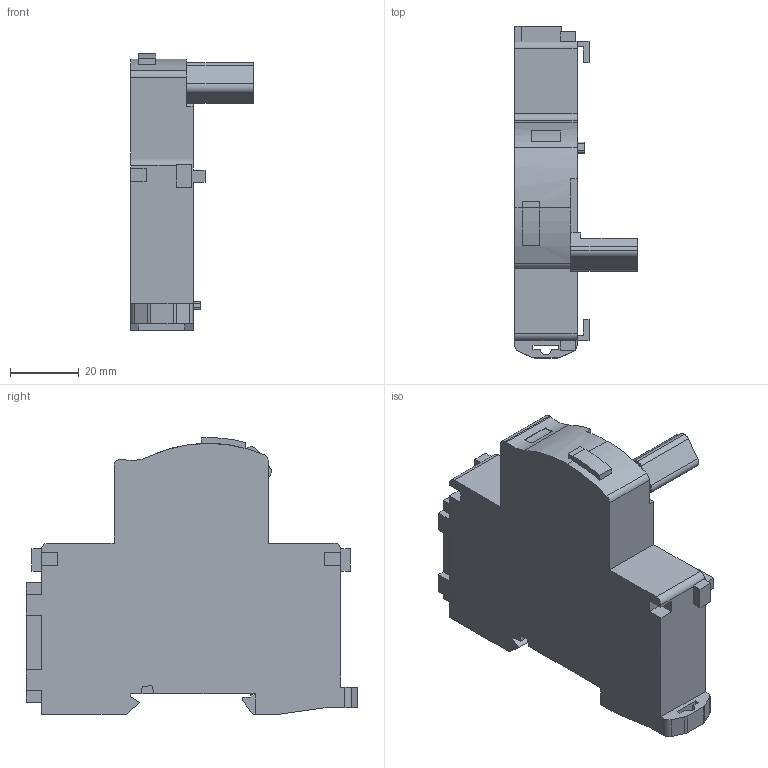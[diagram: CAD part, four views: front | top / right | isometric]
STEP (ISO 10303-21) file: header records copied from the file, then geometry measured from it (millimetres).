
FILE_DESCRIPTION (( 'STEP AP203' ), '1' );
FILE_NAME ('填蝾痦 镳桠钿 AV-M1 1P_2P EKF AVERES (av-m1-averes).STEP', '2021-12-21T07:33:00', ( '' ), ( '' ), 'SwSTEP 2.0', 'SolidWorks 2021', '' );
FILE_SCHEMA (( 'CONFIG_CONTROL_DESIGN' ));
Length unit declared in the file: millimetre
Products named in the file (1): 填蝾痦 镳桠钿 AV-M1 1P_2P EKF AVERES (av-m1-averes)
Bounding box: 35.8 x 96.8 x 80.79 mm (x, y, z)
Volume: 99756.9 mm3; surface area: 18895.6 mm2
Topology: 1 solids, 1 shells, 144 faces, 415 edges, 274 vertices
Faces by surface type: plane 114, cylinder 26, bspline 4
Entity records: 4773 total; most frequent: CARTESIAN_POINT 890, ORIENTED_EDGE 830, DIRECTION 742, EDGE_CURVE 415, LINE 346, VECTOR 346, VERTEX_POINT 274, AXIS2_PLACEMENT_3D 198
